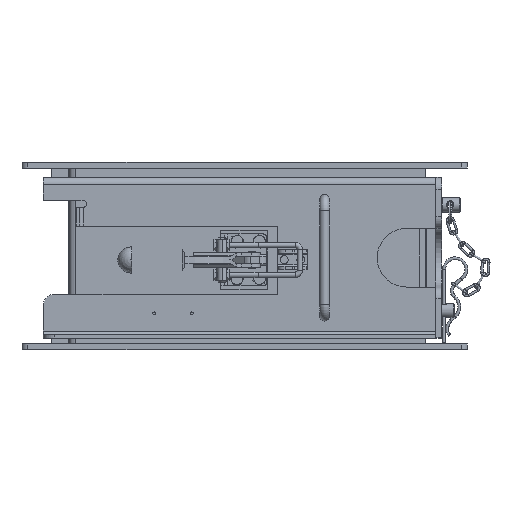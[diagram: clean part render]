
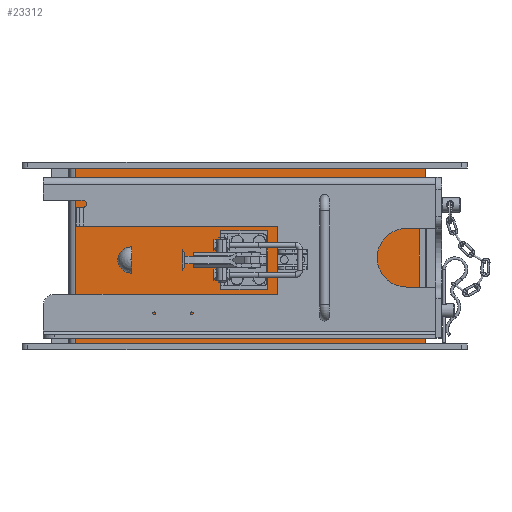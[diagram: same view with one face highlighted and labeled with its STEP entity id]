
A CAD part, left-side view. The second image highlights one B-rep face of the part: STEP entity #23312.
In plain terms, the highlighted planar face has unit normal (-1, 0, 0).
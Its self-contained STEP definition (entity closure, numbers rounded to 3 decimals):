
#617=FACE_BOUND('',#3550,.T.);
#618=FACE_BOUND('',#3551,.T.);
#1009=PLANE('',#25501);
#2138=FACE_OUTER_BOUND('',#3549,.T.);
#3549=EDGE_LOOP('',(#17616,#17617,#17618,#17619,#17620,#17621,#17622,#17623));
#3550=EDGE_LOOP('',(#17624,#17625,#17626,#17627));
#3551=EDGE_LOOP('',(#17628,#17629));
#5399=CIRCLE('',#25502,5.);
#5400=CIRCLE('',#25503,5.);
#6572=LINE('',#38213,#7925);
#6589=LINE('',#38263,#7942);
#6597=LINE('',#38279,#7950);
#6598=LINE('',#38281,#7951);
#6599=LINE('',#38283,#7952);
#6600=LINE('',#38285,#7953);
#6601=LINE('',#38287,#7954);
#6602=LINE('',#38288,#7955);
#6603=LINE('',#38291,#7956);
#6604=LINE('',#38293,#7957);
#6605=LINE('',#38295,#7958);
#6606=LINE('',#38296,#7959);
#7925=VECTOR('',#30287,10.);
#7942=VECTOR('',#30336,10.);
#7950=VECTOR('',#30350,10.);
#7951=VECTOR('',#30351,10.);
#7952=VECTOR('',#30352,10.);
#7953=VECTOR('',#30353,10.);
#7954=VECTOR('',#30354,10.);
#7955=VECTOR('',#30355,10.);
#7956=VECTOR('',#30356,10.);
#7957=VECTOR('',#30357,10.);
#7958=VECTOR('',#30358,10.);
#7959=VECTOR('',#30359,10.);
#9886=VERTEX_POINT('',#38210);
#9887=VERTEX_POINT('',#38212);
#9904=VERTEX_POINT('',#38261);
#9909=VERTEX_POINT('',#38278);
#9910=VERTEX_POINT('',#38280);
#9911=VERTEX_POINT('',#38282);
#9912=VERTEX_POINT('',#38284);
#9913=VERTEX_POINT('',#38286);
#9914=VERTEX_POINT('',#38289);
#9915=VERTEX_POINT('',#38290);
#9916=VERTEX_POINT('',#38292);
#9917=VERTEX_POINT('',#38294);
#9918=VERTEX_POINT('',#38297);
#9919=VERTEX_POINT('',#38298);
#12672=EDGE_CURVE('',#9886,#9887,#6572,.T.);
#12697=EDGE_CURVE('',#9904,#9886,#6589,.T.);
#12705=EDGE_CURVE('',#9909,#9904,#6597,.T.);
#12706=EDGE_CURVE('',#9909,#9910,#6598,.T.);
#12707=EDGE_CURVE('',#9911,#9910,#6599,.T.);
#12708=EDGE_CURVE('',#9912,#9911,#6600,.T.);
#12709=EDGE_CURVE('',#9913,#9912,#6601,.T.);
#12710=EDGE_CURVE('',#9913,#9887,#6602,.T.);
#12711=EDGE_CURVE('',#9914,#9915,#6603,.T.);
#12712=EDGE_CURVE('',#9915,#9916,#6604,.T.);
#12713=EDGE_CURVE('',#9916,#9917,#6605,.T.);
#12714=EDGE_CURVE('',#9917,#9914,#6606,.T.);
#12715=EDGE_CURVE('',#9918,#9919,#5399,.T.);
#12716=EDGE_CURVE('',#9919,#9918,#5400,.T.);
#17616=ORIENTED_EDGE('',*,*,#12705,.F.);
#17617=ORIENTED_EDGE('',*,*,#12706,.T.);
#17618=ORIENTED_EDGE('',*,*,#12707,.F.);
#17619=ORIENTED_EDGE('',*,*,#12708,.F.);
#17620=ORIENTED_EDGE('',*,*,#12709,.F.);
#17621=ORIENTED_EDGE('',*,*,#12710,.T.);
#17622=ORIENTED_EDGE('',*,*,#12672,.F.);
#17623=ORIENTED_EDGE('',*,*,#12697,.F.);
#17624=ORIENTED_EDGE('',*,*,#12711,.T.);
#17625=ORIENTED_EDGE('',*,*,#12712,.T.);
#17626=ORIENTED_EDGE('',*,*,#12713,.T.);
#17627=ORIENTED_EDGE('',*,*,#12714,.T.);
#17628=ORIENTED_EDGE('',*,*,#12715,.T.);
#17629=ORIENTED_EDGE('',*,*,#12716,.T.);
#23312=ADVANCED_FACE('',(#2138,#617,#618),#1009,.T.);
#25501=AXIS2_PLACEMENT_3D('',#38277,#30348,#30349);
#25502=AXIS2_PLACEMENT_3D('',#38299,#30360,#30361);
#25503=AXIS2_PLACEMENT_3D('',#38300,#30362,#30363);
#30287=DIRECTION('',(0.,-1.,0.));
#30336=DIRECTION('',(0.,0.,1.));
#30348=DIRECTION('center_axis',(-1.,0.,0.));
#30349=DIRECTION('ref_axis',(0.,0.,1.));
#30350=DIRECTION('',(0.,1.,0.));
#30351=DIRECTION('',(0.,0.,1.));
#30352=DIRECTION('',(0.,-1.,0.));
#30353=DIRECTION('',(0.,0.,-1.));
#30354=DIRECTION('',(0.,1.,0.));
#30355=DIRECTION('',(0.,0.,1.));
#30356=DIRECTION('',(0.,0.,1.));
#30357=DIRECTION('',(0.,-1.,0.));
#30358=DIRECTION('',(0.,0.,-1.));
#30359=DIRECTION('',(0.,1.,0.));
#30360=DIRECTION('center_axis',(1.,0.,0.));
#30361=DIRECTION('ref_axis',(0.,1.,0.));
#30362=DIRECTION('center_axis',(1.,0.,0.));
#30363=DIRECTION('ref_axis',(0.,1.,0.));
#38210=CARTESIAN_POINT('',(-151.,144.,155.));
#38212=CARTESIAN_POINT('',(-151.,-154.,155.));
#38213=CARTESIAN_POINT('',(-151.,-74.5,155.));
#38261=CARTESIAN_POINT('',(-151.,144.,5.));
#38263=CARTESIAN_POINT('',(-151.,144.,160.));
#38277=CARTESIAN_POINT('Origin',(-151.,150.,160.));
#38278=CARTESIAN_POINT('',(-151.,-154.,5.));
#38279=CARTESIAN_POINT('',(-151.,-77.,5.));
#38280=CARTESIAN_POINT('',(-151.,-154.,14.8));
#38281=CARTESIAN_POINT('',(-151.,-154.,0.));
#38282=CARTESIAN_POINT('',(-151.,-149.,14.8));
#38283=CARTESIAN_POINT('',(-151.,-149.,14.8));
#38284=CARTESIAN_POINT('',(-151.,-149.,145.2));
#38285=CARTESIAN_POINT('',(-151.,-149.,160.));
#38286=CARTESIAN_POINT('',(-151.,-154.,145.2));
#38287=CARTESIAN_POINT('',(-151.,-149.,145.2));
#38288=CARTESIAN_POINT('',(-151.,-154.,145.));
#38289=CARTESIAN_POINT('',(-151.,20.5,51.5));
#38290=CARTESIAN_POINT('',(-151.,20.5,101.5));
#38291=CARTESIAN_POINT('',(-151.,20.5,105.75));
#38292=CARTESIAN_POINT('',(-151.,-19.5,101.5));
#38293=CARTESIAN_POINT('',(-151.,85.25,101.5));
#38294=CARTESIAN_POINT('',(-151.,-19.5,51.5));
#38295=CARTESIAN_POINT('',(-151.,-19.5,130.75));
#38296=CARTESIAN_POINT('',(-151.,65.25,51.5));
#38297=CARTESIAN_POINT('',(-151.,-73.,140.));
#38298=CARTESIAN_POINT('',(-151.,-68.,145.));
#38299=CARTESIAN_POINT('Origin',(-151.,-68.,140.));
#38300=CARTESIAN_POINT('Origin',(-151.,-68.,140.));
